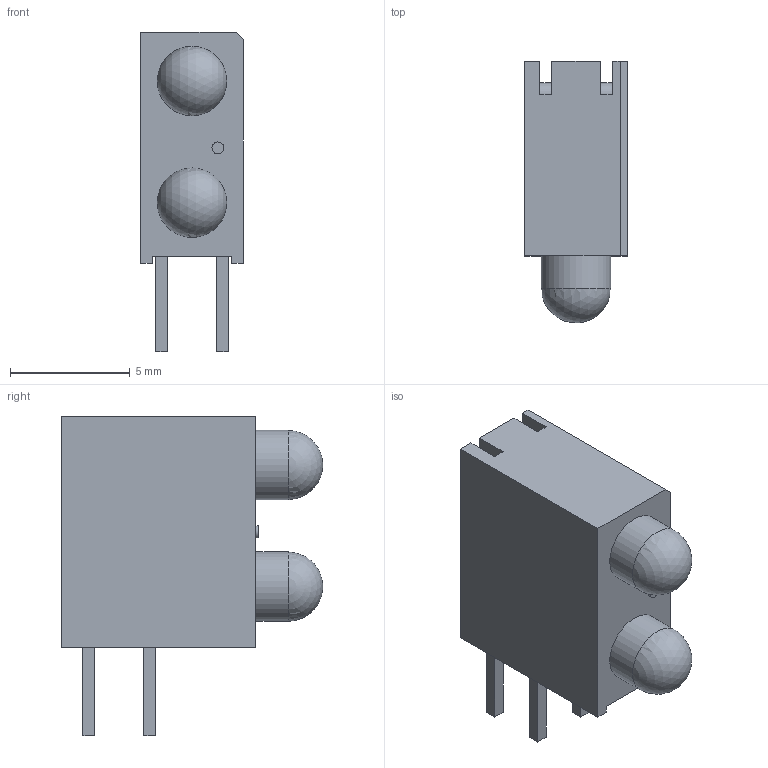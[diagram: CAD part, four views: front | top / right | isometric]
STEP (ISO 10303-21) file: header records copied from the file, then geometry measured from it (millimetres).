
FILE_DESCRIPTION(('HOOPS Exchange Step'),'2;1');
FILE_NAME('temp_export','2023-05-05T15:17:08+08:00',('30abd'),('Shapr3D Limited'),'HOOPS Exchange 2022.2','Shapr3D','Authorized');
FILE_SCHEMA( ('AUTOMOTIVE_DESIGN { 1 0 10303 214 1 1 1 1 }') );
Length unit declared in the file: millimetre
Products named in the file (2): 934MD.STEP; root
Assembly tree (1 placements, depth 2):
  root
    934MD.STEP
Bounding box: 4.3 x 10.92 x 13.33 mm (x, y, z)
Volume: 349.5 mm3; surface area: 439.7 mm2
Topology: 1 solids, 1 shells, 53 faces, 140 edges, 88 vertices
Faces by surface type: plane 46, cylinder 5, sphere 2
Full cylindrical faces by diameter (mm): 0.5 x1, 2.9 x2
Entity records: 1663 total; most frequent: CARTESIAN_POINT 279, ORIENTED_EDGE 272, DIRECTION 260, EDGE_CURVE 136, VECTOR 122, LINE 122, VERTEX_POINT 88, AXIS2_PLACEMENT_3D 69
